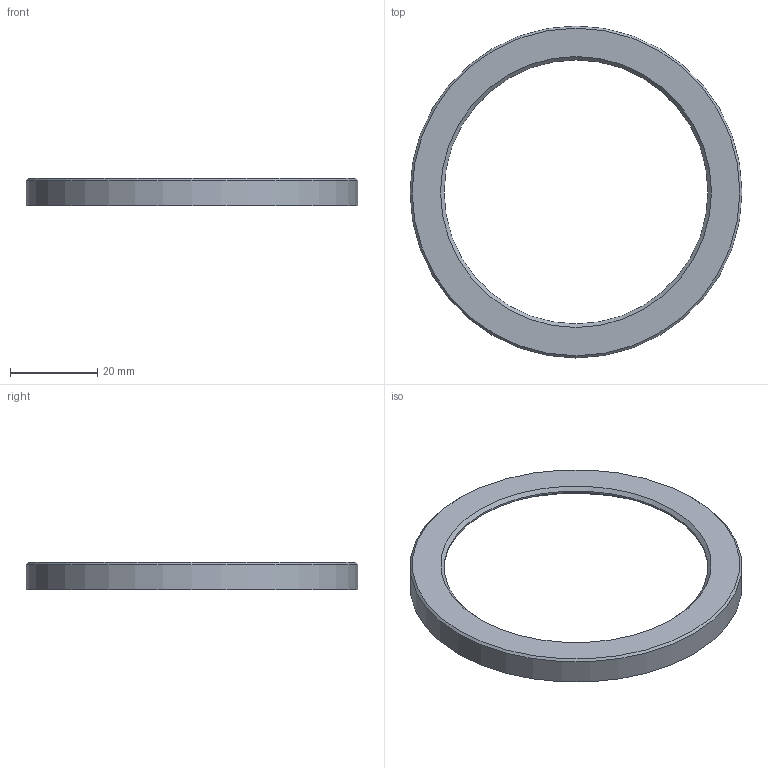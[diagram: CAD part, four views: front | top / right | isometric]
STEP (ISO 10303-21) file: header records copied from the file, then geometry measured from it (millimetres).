
FILE_DESCRIPTION(('HOOPS Exchange Step'),'2;1');
FILE_NAME('i_mirror_REV3_lid_looser.stp','2024-08-02T13:08:41-07:00',('true'),('Unknown organisation'),'HOOPS Exchange 2023.2','HOOPS Exchange','Unknown authorisation');
FILE_SCHEMA( ('AP203_CONFIGURATION_CONTROLLED_3D_DESIGN_OF_MECHANICAL_PARTS_AND_ASSEMBLIES_MIM_LF') );
Length unit declared in the file: millimetre
Products named in the file (1): Top Cap (1mm pitch)
Bounding box: 76.2 x 76.2 x 6.2 mm (x, y, z)
Volume: 3389.3 mm3; surface area: 6797.7 mm2
Topology: 1 solids, 1 shells, 21 faces, 57 edges, 39 vertices
Faces by surface type: cylinder 14, plane 3, bspline 2, cone 2
Full cylindrical faces by diameter (mm): 60.6 x1, 73.148 x4, 74.243 x4, 76.2 x1
Entity records: 34282 total; most frequent: CARTESIAN_POINT 33771, ORIENTED_EDGE 114, DIRECTION 84, EDGE_CURVE 57, VERTEX_POINT 39, AXIS2_PLACEMENT_3D 35, B_SPLINE_CURVE_WITH_KNOTS 28, EDGE_LOOP 24
